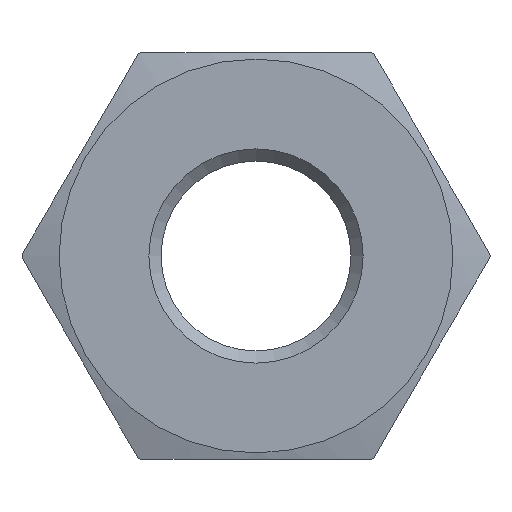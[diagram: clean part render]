
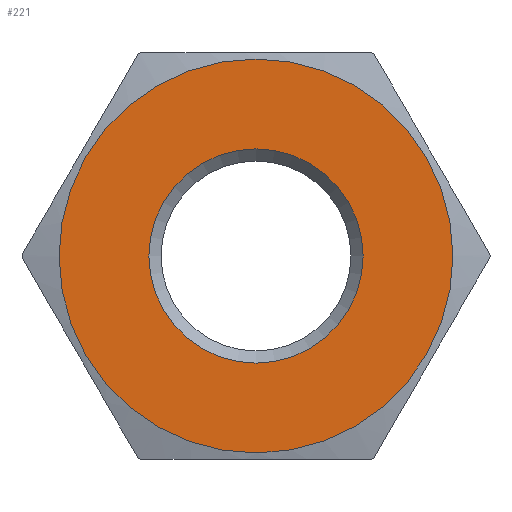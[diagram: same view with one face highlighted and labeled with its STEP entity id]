
A CAD part, left-side view. The second image highlights one B-rep face of the part: STEP entity #221.
In plain terms, the highlighted planar face has unit normal (-1, 0, 0).
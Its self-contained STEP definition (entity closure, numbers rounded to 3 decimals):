
#142=FACE_BOUND('',#293,.T.);
#143=FACE_BOUND('',#294,.T.);
#188=CIRCLE('',#606,15.5);
#189=CIRCLE('',#608,8.431);
#221=ADVANCED_FACE('',(#142,#143),#234,.F.);
#234=PLANE('',#609);
#293=EDGE_LOOP('',(#429));
#294=EDGE_LOOP('',(#430));
#429=ORIENTED_EDGE('',*,*,#534,.T.);
#430=ORIENTED_EDGE('',*,*,#533,.T.);
#477=VERTEX_POINT('',#933);
#478=VERTEX_POINT('',#936);
#533=EDGE_CURVE('',#477,#477,#188,.T.);
#534=EDGE_CURVE('',#478,#478,#189,.T.);
#606=AXIS2_PLACEMENT_3D('',#932,#741,#742);
#608=AXIS2_PLACEMENT_3D('',#935,#745,#746);
#609=AXIS2_PLACEMENT_3D('',#937,#747,#748);
#741=DIRECTION('',(-1.,0.,0.));
#742=DIRECTION('',(0.,0.,1.));
#745=DIRECTION('',(1.,0.,0.));
#746=DIRECTION('',(0.,0.,-1.));
#747=DIRECTION('',(1.,0.,0.));
#748=DIRECTION('',(0.,0.,-1.));
#932=CARTESIAN_POINT('',(0.,0.,0.));
#933=CARTESIAN_POINT('',(0.,0.,15.5));
#935=CARTESIAN_POINT('',(0.,0.,0.));
#936=CARTESIAN_POINT('',(0.,0.,-8.431));
#937=CARTESIAN_POINT('',(0.,0.,0.));
